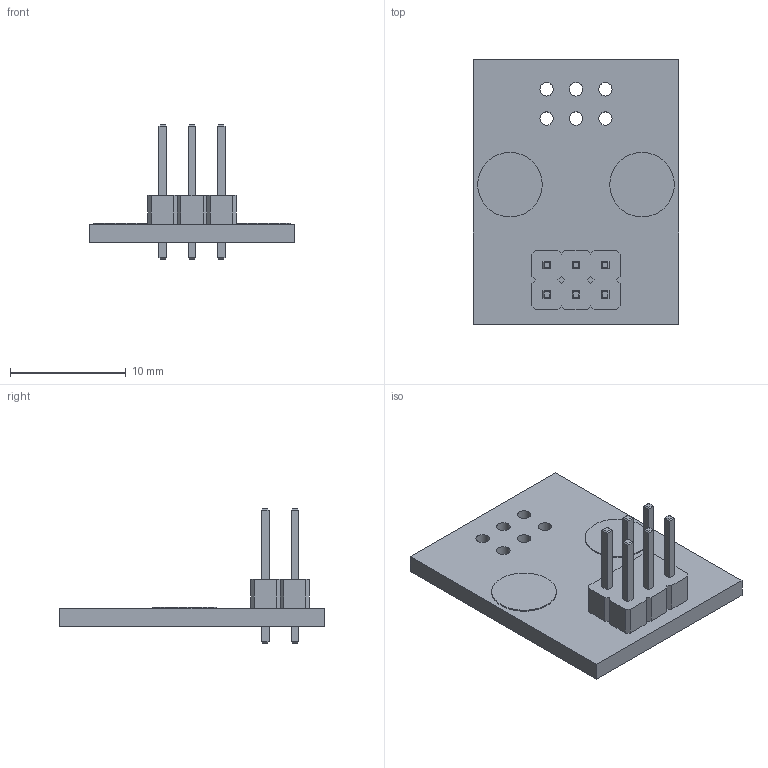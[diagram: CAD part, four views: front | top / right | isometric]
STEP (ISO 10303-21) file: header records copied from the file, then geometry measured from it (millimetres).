
FILE_DESCRIPTION(('Open CASCADE Model'),'2;1');
FILE_NAME('Open CASCADE Shape Model','2016-07-24T05:18:49',('Author'),( 'Open CASCADE'),'Open CASCADE STEP processor 6.7','Open CASCADE 6.7' ,'Unknown');
FILE_SCHEMA(('AUTOMOTIVE_DESIGN_CC2 { 1 2 10303 214 -1 1 5 4 }'));
Length unit declared in the file: millimetre
Products named in the file (9): design_4980; PCB; AVR-ISP-6; KEEPOUT; trace
Assembly tree (4 placements, depth 2):
  design_4980
    PCB
    AVR-ISP-6
    KEEPOUT
    KEEPOUT
  trace
  trace
  trace
  trace
Bounding box: 17.78 x 22.86 x 11.6 mm (x, y, z)
Volume: 714.7 mm3; surface area: 1369.5 mm2
Topology: 4 solids, 4 shells, 170 faces, 402 edges, 252 vertices
Faces by surface type: plane 154, cylinder 16
Full cylindrical faces by diameter (mm): 1.016 x6, 1.168 x6, 3.302 x2, 5.588 x2
Entity records: 11299 total; most frequent: CARTESIAN_POINT 1825, DIRECTION 1556, LINE 1142, VECTOR 1142, ORIENTED_EDGE 804, PCURVE 804, DEFINITIONAL_REPRESENTATION 804, EDGE_CURVE 402
